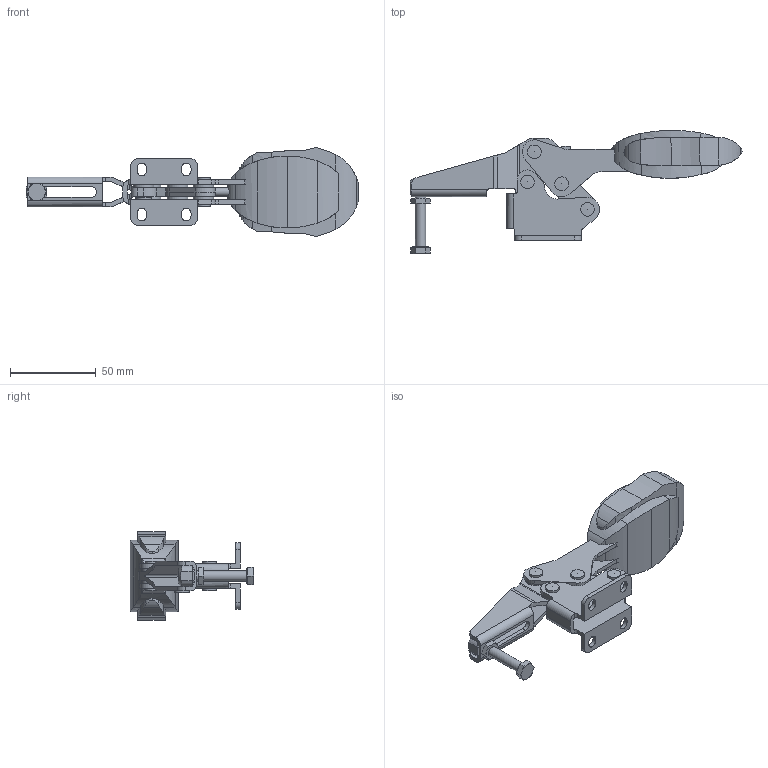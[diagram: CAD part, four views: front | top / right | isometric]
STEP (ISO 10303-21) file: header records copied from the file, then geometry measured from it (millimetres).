
FILE_DESCRIPTION( ( 'STEP AP214' ), '1' );
FILE_NAME( 'K0660.006101 STP.stp', '2020-10-15T07:29:41', ( '' ), ( '' ), ' ', 'PARTsolutions', ' ' );
FILE_SCHEMA( ( 'AUTOMOTIVE_DESIGN { 1 0 10303 214 1 1 1 1 }' ) );
Length unit declared in the file: millimetre
Products named in the file (13): K0660.006101_0; _bbb_fuss_2; _spannarm_bbc_2; _spannhebel_bbd_2; _nieten_AK02008; _griff_sperre_2; _bbo_sicherung_3; _scheibe_drm12; _buchse_m_bund_AK02101; _K0664.06; _M 6_mutter_1; _M 6_35_1; _lasche_bbe_2
Assembly tree (22 placements, depth 2):
  K0660.006101_0
    _bbb_fuss_2
    _spannarm_bbc_2
    _spannhebel_bbd_2
    _nieten_AK02008  x4
    _griff_sperre_2
    _bbo_sicherung_3
    _scheibe_drm12  x4
    _buchse_m_bund_AK02101  x4
    _K0664.06
    _M 6_mutter_1
    _M 6_35_1
    _lasche_bbe_2  x2
Bounding box: 193.82 x 71.91 x 51.71 mm (x, y, z)
Volume: 101881.5 mm3; surface area: 48676 mm2
Topology: 22 solids, 22 shells, 457 faces, 1135 edges, 730 vertices
Faces by surface type: cylinder 201, plane 197, cone 50, sphere 9
Full cylindrical faces by diameter (mm): 4 x4, 4.917 x2, 5 x1, 5.2 x1, 5.5 x1, 6 x17, 8 x8, 8.5 x8, 8.6 x4, 8.9 x1, 9 x10, 12 x8
Entity records: 14799 total; most frequent: CARTESIAN_POINT 2641, DIRECTION 1865, ORIENTED_EDGE 1830, EDGE_CURVE 915, AXIS2_PLACEMENT_3D 686, VERTEX_POINT 620, LINE 493, VECTOR 493
